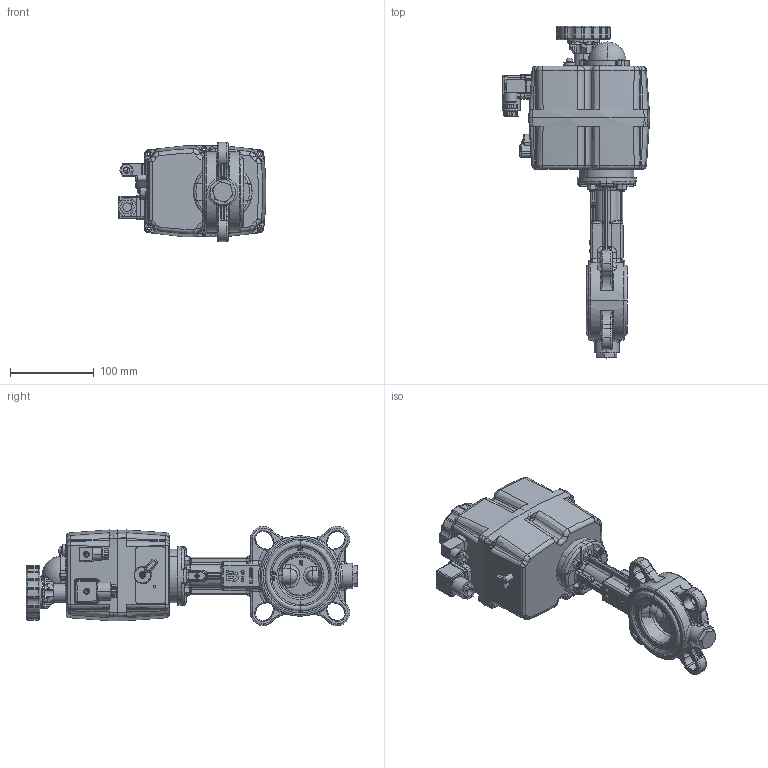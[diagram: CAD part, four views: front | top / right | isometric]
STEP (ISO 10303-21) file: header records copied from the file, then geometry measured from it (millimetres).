
FILE_DESCRIPTION (( 'STEP AP203' ), '1' );
FILE_NAME ('AKE01_DN50.STEP', '2022-10-04T13:16:49', ( '' ), ( '' ), 'SwSTEP 2.0', 'SolidWorks 2021', '' );
FILE_SCHEMA (( 'CONFIG_CONTROL_DESIGN' ));
Products named in the file (1): AKE01_DN50
Bounding box: 176.14 x 396 x 118.39 mm (x, y, z)
Surface area: 181346.3 mm2 (no closed solid volume)
Topology: 0 solids, 63 shells, 2063 faces, 6659 edges, 4423 vertices
Faces by surface type: cylinder 564, plane 560, bspline 559, torus 266, cone 101, sphere 13
Entity records: 119426 total; most frequent: CARTESIAN_POINT 66298, ORIENTED_EDGE 10902, DIRECTION 10102, EDGE_CURVE 6561, VERTEX_POINT 4422, AXIS2_PLACEMENT_3D 3757, VECTOR 2588, LINE 2588
